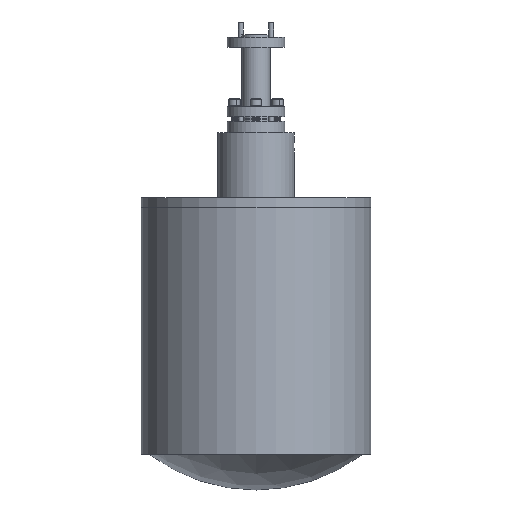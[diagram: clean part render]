
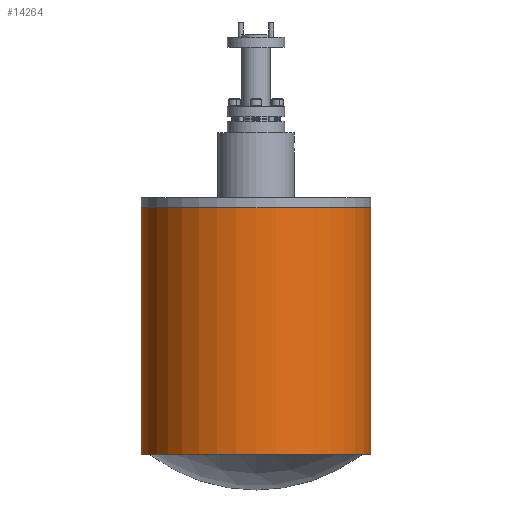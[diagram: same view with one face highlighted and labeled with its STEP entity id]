
A CAD part, front view. The second image highlights one B-rep face of the part: STEP entity #14264.
In plain terms, the highlighted cylindrical face has radius 38.1 mm (diameter 76.2 mm), a partial arc.
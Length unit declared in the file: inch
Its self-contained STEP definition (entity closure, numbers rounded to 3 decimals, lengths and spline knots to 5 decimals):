
#815 = EDGE_CURVE ( 'NONE', #28201, #7351, #15537, .T. ) ;
#1237 = CARTESIAN_POINT ( 'NONE',  ( 0., 0., -5.488 ) ) ;
#1262 = VECTOR ( 'NONE', #31890, 39.37008 ) ;
#1572 = DIRECTION ( 'NONE',  ( 1., 0., 0. ) ) ;
#1597 = ORIENTED_EDGE ( 'NONE', *, *, #5809, .F. ) ;
#2750 = CARTESIAN_POINT ( 'NONE',  ( 1.5, 0., -5.488 ) ) ;
#4054 = AXIS2_PLACEMENT_3D ( 'NONE', #1237, #17344, #1572 ) ;
#5248 = CARTESIAN_POINT ( 'NONE',  ( -1.5, 0., -5.488 ) ) ;
#5692 = CARTESIAN_POINT ( 'NONE',  ( 1.5, 0., -2.268 ) ) ;
#5809 = EDGE_CURVE ( 'NONE', #28201, #8849, #29653, .T. ) ;
#7351 = VERTEX_POINT ( 'NONE', #2750 ) ;
#8849 = VERTEX_POINT ( 'NONE', #23899 ) ;
#9557 = ORIENTED_EDGE ( 'NONE', *, *, #17297, .T. ) ;
#10109 = ORIENTED_EDGE ( 'NONE', *, *, #815, .T. ) ;
#10939 = DIRECTION ( 'NONE',  ( 1., 0., 0. ) ) ;
#13336 = CARTESIAN_POINT ( 'NONE',  ( 0., 0., -1.293 ) ) ;
#13494 = CARTESIAN_POINT ( 'NONE',  ( 1.5, 0., -1.293 ) ) ;
#13913 = ORIENTED_EDGE ( 'NONE', *, *, #29773, .F. ) ;
#14264 = ADVANCED_FACE ( 'NONE', ( #20857 ), #18619, .T. ) ;
#15537 = CIRCLE ( 'NONE', #4054, 1.5 ) ;
#16625 = CARTESIAN_POINT ( 'NONE',  ( -1.5, 0., -1.293 ) ) ;
#17297 = EDGE_CURVE ( 'NONE', #7351, #27566, #31649, .T. ) ;
#17344 = DIRECTION ( 'NONE',  ( 0., 0., 1. ) ) ;
#18184 = CARTESIAN_POINT ( 'NONE',  ( 0., 0., -2.268 ) ) ;
#18619 = CYLINDRICAL_SURFACE ( 'NONE', #30785, 1.5 ) ;
#20037 = CIRCLE ( 'NONE', #27159, 1.5 ) ;
#20857 = FACE_OUTER_BOUND ( 'NONE', #30945, .T. ) ;
#23829 = DIRECTION ( 'NONE',  ( 1., 0., 0. ) ) ;
#23899 = CARTESIAN_POINT ( 'NONE',  ( -1.5, 0., -2.268 ) ) ;
#27159 = AXIS2_PLACEMENT_3D ( 'NONE', #18184, #29133, #23829 ) ;
#27566 = VERTEX_POINT ( 'NONE', #5692 ) ;
#28201 = VERTEX_POINT ( 'NONE', #5248 ) ;
#29133 = DIRECTION ( 'NONE',  ( 0., 0., 1. ) ) ;
#29653 = LINE ( 'NONE', #16625, #1262 ) ;
#29773 = EDGE_CURVE ( 'NONE', #8849, #27566, #20037, .T. ) ;
#30785 = AXIS2_PLACEMENT_3D ( 'NONE', #13336, #33894, #10939 ) ;
#30945 = EDGE_LOOP ( 'NONE', ( #1597, #10109, #9557, #13913 ) ) ;
#31649 = LINE ( 'NONE', #13494, #33024 ) ;
#31823 = DIRECTION ( 'NONE',  ( 0., 0., 1. ) ) ;
#31890 = DIRECTION ( 'NONE',  ( 0., 0., 1. ) ) ;
#33024 = VECTOR ( 'NONE', #31823, 39.37008 ) ;
#33894 = DIRECTION ( 'NONE',  ( 0., 0., 1. ) ) ;
